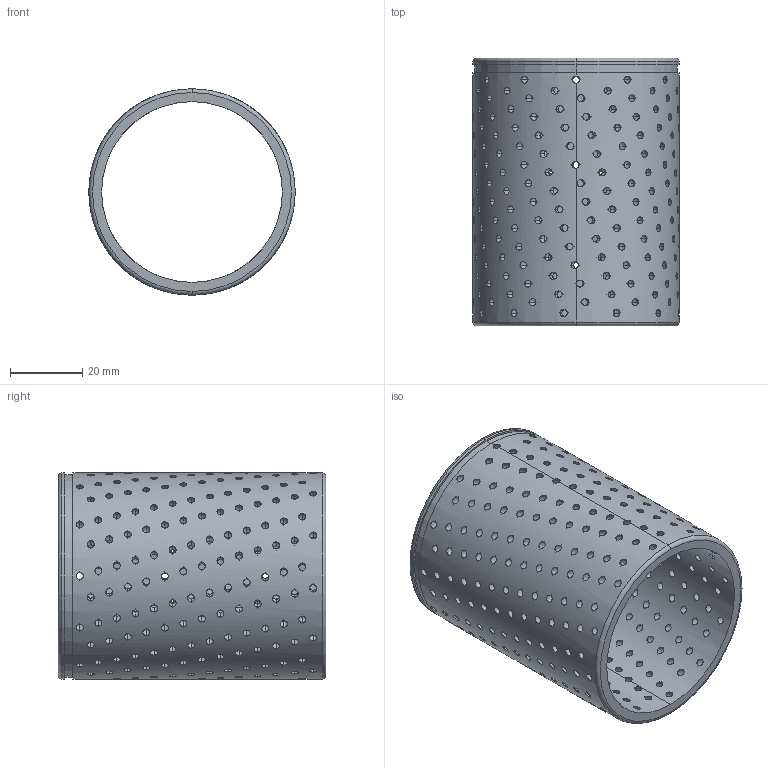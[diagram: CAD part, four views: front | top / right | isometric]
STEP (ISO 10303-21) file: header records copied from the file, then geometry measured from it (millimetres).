
FILE_DESCRIPTION (( 'STEP AP214' ), '1' );
FILE_NAME ('683QM-D50-L74.STEP', '2021-10-30T01:48:46', ( '' ), ( '' ), 'SwSTEP 2.0', 'SolidWorks 2016', '' );
FILE_SCHEMA (( 'AUTOMOTIVE_DESIGN' ));
Length unit declared in the file: millimetre
Products named in the file (2): 683QM-D50-L74
Bounding box: 57 x 74 x 57 mm (x, y, z)
Volume: 33040.1 mm3; surface area: 37954.9 mm2
Topology: 1 solids, 1 shells, 640 faces, 3501 edges, 2230 vertices
Faces by surface type: sphere 624, cylinder 8, torus 4, plane 4
Entity records: 40665 total; most frequent: CARTESIAN_POINT 23857, ORIENTED_EDGE 3880, DIRECTION 2600, EDGE_CURVE 1940, VERTEX_POINT 1292, AXIS2_PLACEMENT_3D 1290, B_SPLINE_CURVE_WITH_KNOTS 1273, EDGE_LOOP 1256
